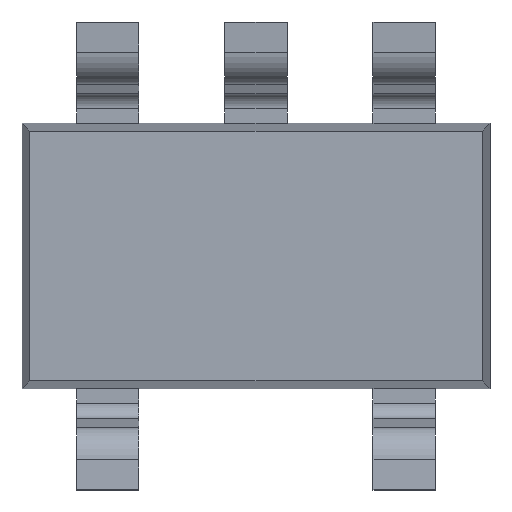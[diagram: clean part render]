
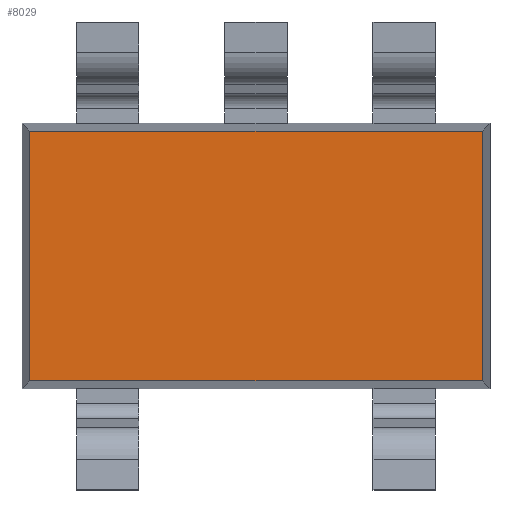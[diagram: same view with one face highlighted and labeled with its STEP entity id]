
A CAD part, front view. The second image highlights one B-rep face of the part: STEP entity #8029.
In plain terms, the highlighted planar face has unit normal (0, -1, 0).
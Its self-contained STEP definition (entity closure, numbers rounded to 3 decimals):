
#50=DIRECTION('',(0.,0.,1.));
#51=VECTOR('',#50,1.6);
#52=CARTESIAN_POINT('',(1.45,0.,-0.8));
#53=LINE('',#52,#51);
#58=DIRECTION('',(1.,0.,0.));
#59=VECTOR('',#58,2.9);
#60=CARTESIAN_POINT('',(-1.45,0.,-0.8));
#61=LINE('',#60,#59);
#65=DIRECTION('',(0.,0.,-1.));
#66=VECTOR('',#65,1.6);
#67=CARTESIAN_POINT('',(-1.45,0.,0.8));
#68=LINE('',#67,#66);
#72=DIRECTION('',(-1.,0.,0.));
#73=VECTOR('',#72,2.9);
#74=CARTESIAN_POINT('',(1.45,0.,0.8));
#75=LINE('',#74,#73);
#6778=CARTESIAN_POINT('',(1.45,0.,-0.8));
#6779=CARTESIAN_POINT('',(1.45,0.,0.8));
#6780=VERTEX_POINT('',#6778);
#6781=VERTEX_POINT('',#6779);
#6786=CARTESIAN_POINT('',(-1.45,0.,-0.8));
#6787=VERTEX_POINT('',#6786);
#6792=CARTESIAN_POINT('',(-1.45,0.,0.8));
#6793=VERTEX_POINT('',#6792);
#8014=CARTESIAN_POINT('',(0.,0.,0.));
#8015=DIRECTION('',(0.,1.,0.));
#8016=DIRECTION('',(1.,0.,0.));
#8017=AXIS2_PLACEMENT_3D('',#8014,#8015,#8016);
#8018=PLANE('',#8017);
#8020=ORIENTED_EDGE('',*,*,#8019,.F.);
#8022=ORIENTED_EDGE('',*,*,#8021,.F.);
#8024=ORIENTED_EDGE('',*,*,#8023,.F.);
#8026=ORIENTED_EDGE('',*,*,#8025,.F.);
#8027=EDGE_LOOP('',(#8020,#8022,#8024,#8026));
#8028=FACE_OUTER_BOUND('',#8027,.F.);
#8029=ADVANCED_FACE('',(#8028),#8018,.F.);
#8019=EDGE_CURVE('',#6780,#6781,#53,.T.);
#8021=EDGE_CURVE('',#6787,#6780,#61,.T.);
#8023=EDGE_CURVE('',#6793,#6787,#68,.T.);
#8025=EDGE_CURVE('',#6781,#6793,#75,.T.);
